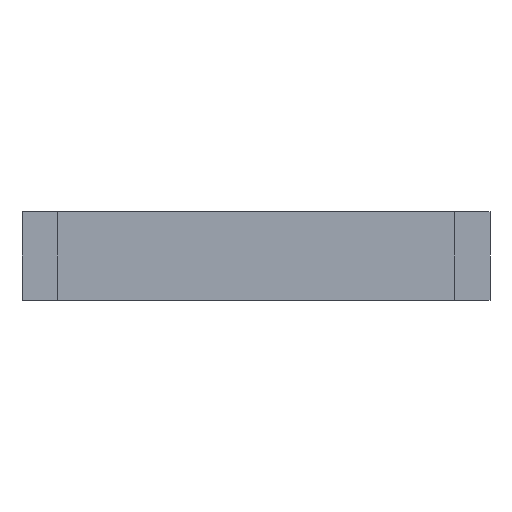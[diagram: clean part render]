
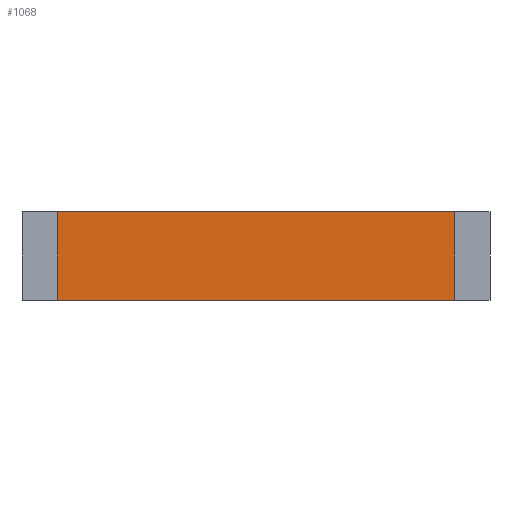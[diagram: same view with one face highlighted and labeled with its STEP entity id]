
A CAD part, front view. The second image highlights one B-rep face of the part: STEP entity #1068.
In plain terms, the highlighted planar face has unit normal (0, -1, 0).
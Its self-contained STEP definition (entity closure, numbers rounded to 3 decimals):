
#2 = DIRECTION ( 'NONE',  ( 0., 0., -1. ) ) ;
#5 = DIRECTION ( 'NONE',  ( 1., 0., 0. ) ) ;
#51 = DIRECTION ( 'NONE',  ( 0., 0., -1. ) ) ;
#64 = CARTESIAN_POINT ( 'NONE',  ( -11.231, -7.028, -2.5 ) ) ;
#82 = LINE ( 'NONE', #759, #97 ) ;
#97 = VECTOR ( 'NONE', #2, 1000. ) ;
#103 = EDGE_CURVE ( 'NONE', #178, #854, #1075, .T. ) ;
#105 = DIRECTION ( 'NONE',  ( 1., 0., 0. ) ) ;
#109 = CARTESIAN_POINT ( 'NONE',  ( 44.936, -7.028, -2.5 ) ) ;
#156 = EDGE_CURVE ( 'NONE', #932, #854, #386, .T. ) ;
#178 = VERTEX_POINT ( 'NONE', #817 ) ;
#207 = CARTESIAN_POINT ( 'NONE',  ( -11.231, -7.028, -2.5 ) ) ;
#262 = ORIENTED_EDGE ( 'NONE', *, *, #103, .F. ) ;
#290 = CARTESIAN_POINT ( 'NONE',  ( -11.231, -7.028, 10. ) ) ;
#296 = ORIENTED_EDGE ( 'NONE', *, *, #156, .T. ) ;
#314 = DIRECTION ( 'NONE',  ( 1., 0., 0. ) ) ;
#320 = CARTESIAN_POINT ( 'NONE',  ( 44.936, -7.028, 10. ) ) ;
#386 = LINE ( 'NONE', #64, #872 ) ;
#404 = EDGE_CURVE ( 'NONE', #670, #178, #948, .T. ) ;
#426 = PLANE ( 'NONE',  #618 ) ;
#496 = CARTESIAN_POINT ( 'NONE',  ( -11.231, -7.028, 10. ) ) ;
#602 = CARTESIAN_POINT ( 'NONE',  ( -11.231, -7.028, 10. ) ) ;
#614 = ORIENTED_EDGE ( 'NONE', *, *, #404, .F. ) ;
#618 = AXIS2_PLACEMENT_3D ( 'NONE', #602, #762, #5 ) ;
#670 = VERTEX_POINT ( 'NONE', #496 ) ;
#687 = EDGE_LOOP ( 'NONE', ( #296, #262, #614, #941 ) ) ;
#689 = EDGE_CURVE ( 'NONE', #670, #932, #82, .T. ) ;
#759 = CARTESIAN_POINT ( 'NONE',  ( -11.231, -7.028, 10. ) ) ;
#762 = DIRECTION ( 'NONE',  ( 0., 1., 0. ) ) ;
#817 = CARTESIAN_POINT ( 'NONE',  ( 44.936, -7.028, 10. ) ) ;
#854 = VERTEX_POINT ( 'NONE', #109 ) ;
#872 = VECTOR ( 'NONE', #314, 1000. ) ;
#932 = VERTEX_POINT ( 'NONE', #207 ) ;
#941 = ORIENTED_EDGE ( 'NONE', *, *, #689, .T. ) ;
#948 = LINE ( 'NONE', #290, #963 ) ;
#950 = FACE_OUTER_BOUND ( 'NONE', #687, .T. ) ;
#963 = VECTOR ( 'NONE', #105, 1000. ) ;
#1044 = VECTOR ( 'NONE', #51, 1000. ) ;
#1068 = ADVANCED_FACE ( 'NONE', ( #950 ), #426, .F. ) ;
#1075 = LINE ( 'NONE', #320, #1044 ) ;
